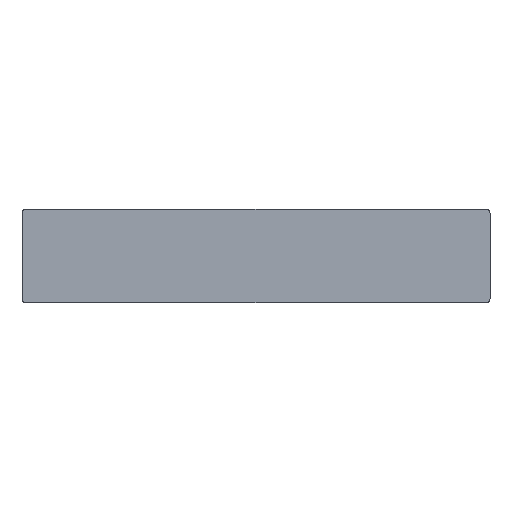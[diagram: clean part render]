
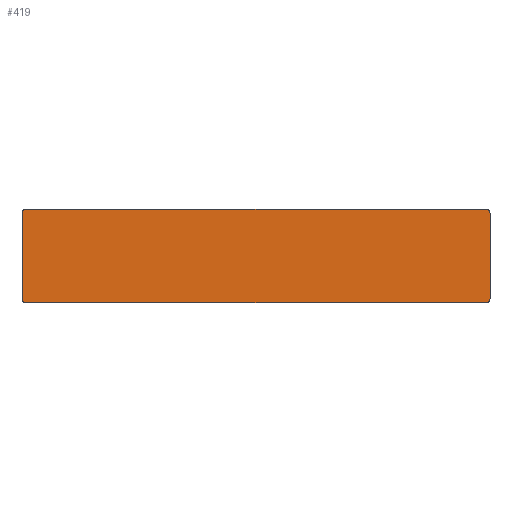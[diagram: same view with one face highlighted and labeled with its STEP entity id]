
A CAD part, top view. The second image highlights one B-rep face of the part: STEP entity #419.
In plain terms, the highlighted planar face has unit normal (0, 0, 1).
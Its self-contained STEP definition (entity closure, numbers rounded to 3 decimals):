
#419 = ADVANCED_FACE('',(#420),#490,.T.);
#420 = FACE_BOUND('',#421,.T.);
#421 = EDGE_LOOP('',(#422,#432,#441,#449,#458,#466,#475,#483));
#422 = ORIENTED_EDGE('',*,*,#423,.F.);
#423 = EDGE_CURVE('',#424,#426,#428,.T.);
#424 = VERTEX_POINT('',#425);
#425 = CARTESIAN_POINT('',(28.324,8.516,113.211
    ));
#426 = VERTEX_POINT('',#427);
#427 = CARTESIAN_POINT('',(28.324,-2.484,
    113.211));
#428 = LINE('',#429,#430);
#429 = CARTESIAN_POINT('',(28.324,3.016,113.211
    ));
#430 = VECTOR('',#431,1.);
#431 = DIRECTION('',(0.,-1.,0.));
#432 = ORIENTED_EDGE('',*,*,#433,.T.);
#433 = EDGE_CURVE('',#424,#434,#436,.T.);
#434 = VERTEX_POINT('',#435);
#435 = CARTESIAN_POINT('',(27.824,9.016,113.211
    ));
#436 = CIRCLE('',#437,0.5);
#437 = AXIS2_PLACEMENT_3D('',#438,#439,#440);
#438 = CARTESIAN_POINT('',(27.824,8.516,113.211
    ));
#439 = DIRECTION('',(0.,0.,1.));
#440 = DIRECTION('',(0.,-1.,0.));
#441 = ORIENTED_EDGE('',*,*,#442,.T.);
#442 = EDGE_CURVE('',#434,#443,#445,.T.);
#443 = VERTEX_POINT('',#444);
#444 = CARTESIAN_POINT('',(-31.176,9.016,
    113.211));
#445 = LINE('',#446,#447);
#446 = CARTESIAN_POINT('',(-1.676,9.016,113.211
    ));
#447 = VECTOR('',#448,1.);
#448 = DIRECTION('',(-1.,0.,0.));
#449 = ORIENTED_EDGE('',*,*,#450,.T.);
#450 = EDGE_CURVE('',#443,#451,#453,.T.);
#451 = VERTEX_POINT('',#452);
#452 = CARTESIAN_POINT('',(-31.676,8.516,
    113.211));
#453 = CIRCLE('',#454,0.5);
#454 = AXIS2_PLACEMENT_3D('',#455,#456,#457);
#455 = CARTESIAN_POINT('',(-31.176,8.516,
    113.211));
#456 = DIRECTION('',(0.,0.,1.));
#457 = DIRECTION('',(0.,-1.,0.));
#458 = ORIENTED_EDGE('',*,*,#459,.T.);
#459 = EDGE_CURVE('',#451,#460,#462,.T.);
#460 = VERTEX_POINT('',#461);
#461 = CARTESIAN_POINT('',(-31.676,-2.484,
    113.211));
#462 = LINE('',#463,#464);
#463 = CARTESIAN_POINT('',(-31.676,3.266,
    113.211));
#464 = VECTOR('',#465,1.);
#465 = DIRECTION('',(0.,-1.,0.));
#466 = ORIENTED_EDGE('',*,*,#467,.T.);
#467 = EDGE_CURVE('',#460,#468,#470,.T.);
#468 = VERTEX_POINT('',#469);
#469 = CARTESIAN_POINT('',(-31.176,-2.984,
    113.211));
#470 = CIRCLE('',#471,0.5);
#471 = AXIS2_PLACEMENT_3D('',#472,#473,#474);
#472 = CARTESIAN_POINT('',(-31.176,-2.484,
    113.211));
#473 = DIRECTION('',(0.,0.,1.));
#474 = DIRECTION('',(0.,-1.,0.));
#475 = ORIENTED_EDGE('',*,*,#476,.F.);
#476 = EDGE_CURVE('',#477,#468,#479,.T.);
#477 = VERTEX_POINT('',#478);
#478 = CARTESIAN_POINT('',(27.824,-2.984,
    113.211));
#479 = LINE('',#480,#481);
#480 = CARTESIAN_POINT('',(-1.676,-2.984,
    113.211));
#481 = VECTOR('',#482,1.);
#482 = DIRECTION('',(-1.,0.,0.));
#483 = ORIENTED_EDGE('',*,*,#484,.T.);
#484 = EDGE_CURVE('',#477,#426,#485,.T.);
#485 = CIRCLE('',#486,0.5);
#486 = AXIS2_PLACEMENT_3D('',#487,#488,#489);
#487 = CARTESIAN_POINT('',(27.824,-2.484,
    113.211));
#488 = DIRECTION('',(0.,0.,1.));
#489 = DIRECTION('',(0.,-1.,0.));
#490 = PLANE('',#491);
#491 = AXIS2_PLACEMENT_3D('',#492,#493,#494);
#492 = CARTESIAN_POINT('',(-1.676,3.016,113.211
    ));
#493 = DIRECTION('',(0.,0.,1.));
#494 = DIRECTION('',(1.,0.,0.));
